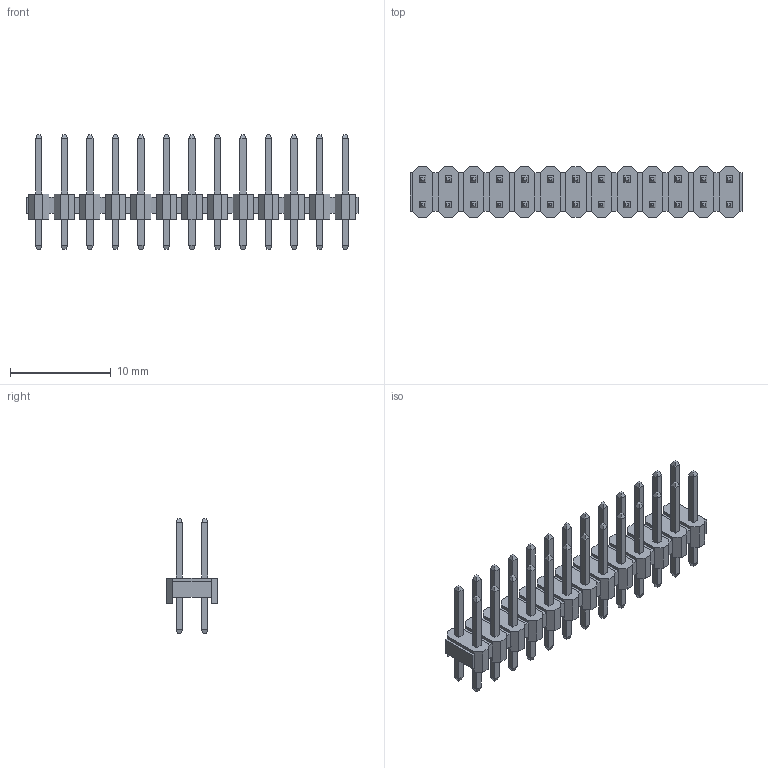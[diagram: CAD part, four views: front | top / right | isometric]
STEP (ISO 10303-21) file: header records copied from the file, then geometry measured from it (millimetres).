
FILE_DESCRIPTION (( 'STEP AP214' ), '1' );
FILE_NAME ('User Library-PLD-xx.STEP', '2017-12-01T09:44:23', ( '' ), ( '' ), 'SwSTEP 2.0', 'SolidWorks 2017', '' );
FILE_SCHEMA (( 'AUTOMOTIVE_DESIGN' ));
Length unit declared in the file: millimetre
Products named in the file (1): User Library-PLD-xx
Bounding box: 33.02 x 5 x 11.4 mm (x, y, z)
Volume: 382.3 mm3; surface area: 1159.2 mm2
Topology: 1 solids, 2 shells, 688 faces, 1584 edges, 952 vertices
Faces by surface type: plane 688
Entity records: 26212 total; most frequent: CARTESIAN_POINT 3225, ORIENTED_EDGE 3168, DIRECTION 2962, LINE 1584, VECTOR 1584, EDGE_CURVE 1584, VERTEX_POINT 952, EDGE_LOOP 740
